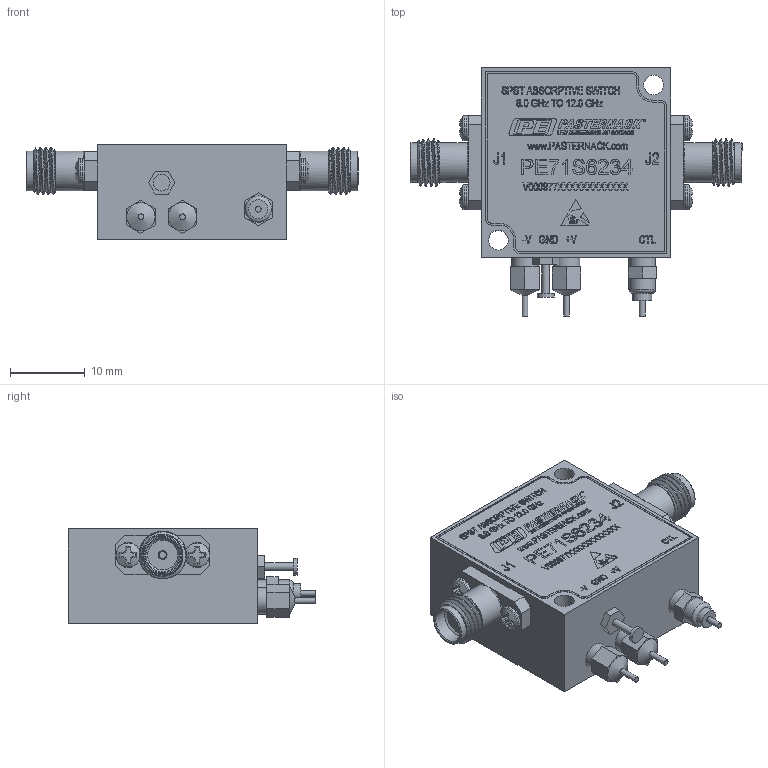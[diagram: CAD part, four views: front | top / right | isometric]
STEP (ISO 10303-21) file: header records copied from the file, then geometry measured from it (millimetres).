
FILE_DESCRIPTION (( 'STEP AP203' ), '1' );
FILE_NAME ('PE71S6234_3D.step', '2020-09-09T14:59:24', ( '' ), ( '' ), 'SwSTEP 2.0', 'SolidWorks 2018', '' );
FILE_SCHEMA (( 'CONFIG_CONTROL_DESIGN' ));
Products named in the file (1): PE71S6234_3D
Bounding box: 44.55 x 33.27 x 12.75 mm (x, y, z)
Volume: 8789.9 mm3; surface area: 3859.7 mm2
Topology: 1 solids, 9 shells, 2203 faces, 5900 edges, 3923 vertices
Faces by surface type: plane 1388, bspline 604, cylinder 180, cone 30, torus 1
Full cylindrical faces by diameter (mm): 0.276 x1, 0.283 x1, 0.762 x3, 0.914 x2, 1.016 x3, 1.168 x4, 1.27 x2, 1.854 x4, 2.224 x1, 2.54 x1, 2.642 x2, 3.393 x4, 3.556 x4, 3.81 x2, 4.521 x2, 5.08 x2, 5.334 x4
Entity records: 102605 total; most frequent: CARTESIAN_POINT 52166, ORIENTED_EDGE 11624, DIRECTION 7932, EDGE_CURVE 5812, LINE 4072, VECTOR 4072, VERTEX_POINT 3900, EDGE_LOOP 2484
